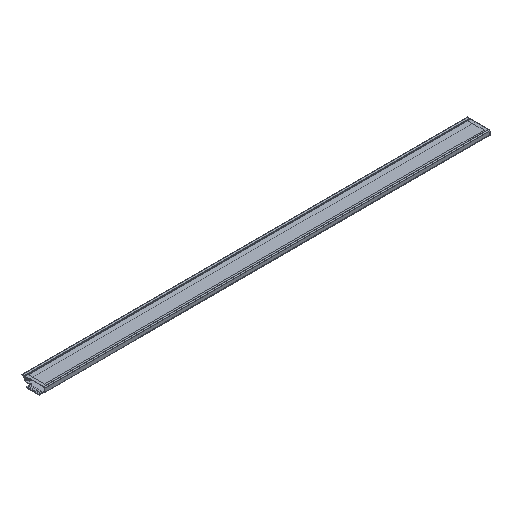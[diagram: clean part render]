
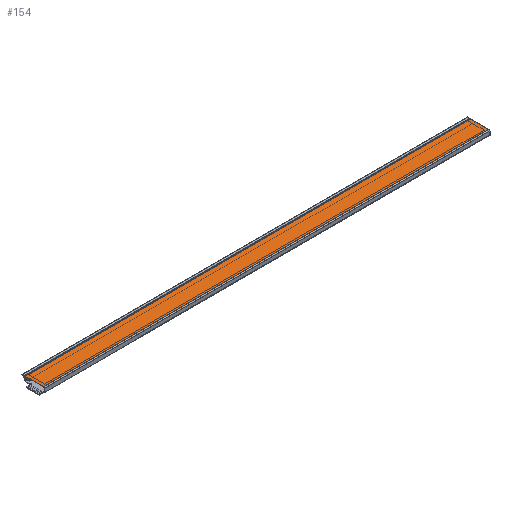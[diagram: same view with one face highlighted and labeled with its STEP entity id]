
A CAD part, isometric view. The second image highlights one B-rep face of the part: STEP entity #154.
In plain terms, the highlighted planar face has unit normal (0, 0, 1).
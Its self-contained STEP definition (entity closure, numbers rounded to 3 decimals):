
#57 = AXIS2_PLACEMENT_3D ( 'NONE', #2039, #880, #2464 ) ;
#66 = VERTEX_POINT ( 'NONE', #1146 ) ;
#76 = EDGE_CURVE ( 'NONE', #227, #66, #1089, .T. ) ;
#91 = VERTEX_POINT ( 'NONE', #2286 ) ;
#134 = EDGE_LOOP ( 'NONE', ( #260, #1147, #1154, #2421 ) ) ;
#145 = DIRECTION ( 'NONE',  ( -1., 0., 0. ) ) ;
#154 = ADVANCED_FACE ( 'NONE', ( #1126 ), #1348, .F. ) ;
#227 = VERTEX_POINT ( 'NONE', #2519 ) ;
#260 = ORIENTED_EDGE ( 'NONE', *, *, #2152, .T. ) ;
#393 = VECTOR ( 'NONE', #1766, 1000. ) ;
#452 = LINE ( 'NONE', #2174, #663 ) ;
#663 = VECTOR ( 'NONE', #1513, 1000. ) ;
#806 = CARTESIAN_POINT ( 'NONE',  ( -2., 0.7, 0. ) ) ;
#849 = EDGE_CURVE ( 'NONE', #91, #987, #452, .T. ) ;
#880 = DIRECTION ( 'NONE',  ( 0., 0., -1. ) ) ;
#987 = VERTEX_POINT ( 'NONE', #2913 ) ;
#1089 = LINE ( 'NONE', #1354, #2186 ) ;
#1126 = FACE_OUTER_BOUND ( 'NONE', #134, .T. ) ;
#1131 = DIRECTION ( 'NONE',  ( 0., -1., 0. ) ) ;
#1146 = CARTESIAN_POINT ( 'NONE',  ( -2., 0.7, 0. ) ) ;
#1147 = ORIENTED_EDGE ( 'NONE', *, *, #849, .T. ) ;
#1154 = ORIENTED_EDGE ( 'NONE', *, *, #2121, .T. ) ;
#1348 = PLANE ( 'NONE',  #57 ) ;
#1354 = CARTESIAN_POINT ( 'NONE',  ( -2., 0., 0. ) ) ;
#1501 = LINE ( 'NONE', #1752, #2249 ) ;
#1513 = DIRECTION ( 'NONE',  ( 0., 1., 0. ) ) ;
#1752 = CARTESIAN_POINT ( 'NONE',  ( -2., 13.4, 0. ) ) ;
#1766 = DIRECTION ( 'NONE',  ( 1., 0., 0. ) ) ;
#2039 = CARTESIAN_POINT ( 'NONE',  ( 0., 0., 0. ) ) ;
#2121 = EDGE_CURVE ( 'NONE', #987, #227, #1501, .T. ) ;
#2152 = EDGE_CURVE ( 'NONE', #66, #91, #2838, .T. ) ;
#2174 = CARTESIAN_POINT ( 'NONE',  ( 304.4, 0., 0. ) ) ;
#2186 = VECTOR ( 'NONE', #1131, 1000. ) ;
#2249 = VECTOR ( 'NONE', #145, 1000. ) ;
#2286 = CARTESIAN_POINT ( 'NONE',  ( 304.4, 0.7, 0. ) ) ;
#2421 = ORIENTED_EDGE ( 'NONE', *, *, #76, .T. ) ;
#2464 = DIRECTION ( 'NONE',  ( -1., 0., 0. ) ) ;
#2519 = CARTESIAN_POINT ( 'NONE',  ( -2., 13.4, 0. ) ) ;
#2838 = LINE ( 'NONE', #806, #393 ) ;
#2913 = CARTESIAN_POINT ( 'NONE',  ( 304.4, 13.4, 0. ) ) ;
